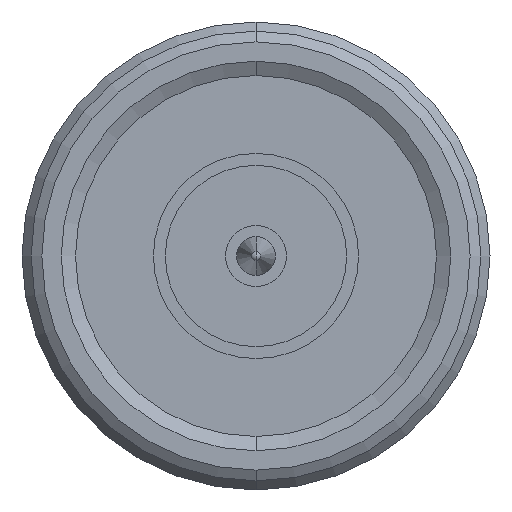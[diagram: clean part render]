
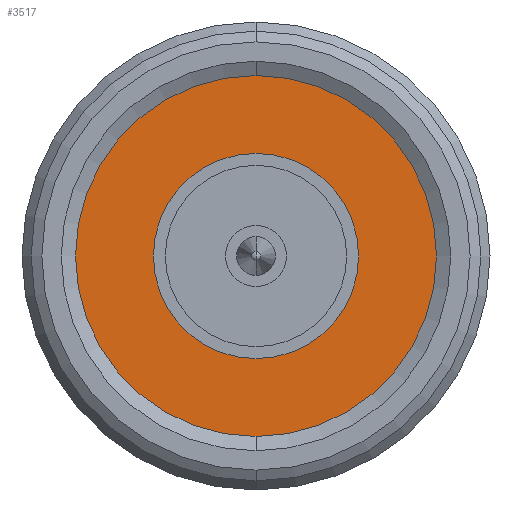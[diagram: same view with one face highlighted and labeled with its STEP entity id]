
A CAD part, left-side view. The second image highlights one B-rep face of the part: STEP entity #3517.
In plain terms, the highlighted face is planar.
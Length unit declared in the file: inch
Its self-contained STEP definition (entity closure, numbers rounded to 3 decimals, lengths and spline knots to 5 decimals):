
#248 = DIRECTION ( 'NONE',  ( -1., 0., 0. ) ) ;
#1028 = DIRECTION ( 'NONE',  ( 1., 0., 0. ) ) ;
#1364 = ORIENTED_EDGE ( 'NONE', *, *, #11100, .T. ) ;
#1526 = DIRECTION ( 'NONE',  ( 0., 0., 1. ) ) ;
#1665 = CARTESIAN_POINT ( 'NONE',  ( 0.0218, 0., -0.17268 ) ) ;
#1718 = CARTESIAN_POINT ( 'NONE',  ( 0.0218, 0., 0.35915 ) ) ;
#2373 = AXIS2_PLACEMENT_3D ( 'NONE', #14148, #248, #1526 ) ;
#2701 = CIRCLE ( 'NONE', #5260, 0.17268 ) ;
#2988 = EDGE_CURVE ( 'NONE', #15064, #5506, #20025, .T. ) ;
#3517 = ADVANCED_FACE ( 'NONE', ( #14068, #12029 ), #5243, .T. ) ;
#3691 = CIRCLE ( 'NONE', #2373, 0.35915 ) ;
#4156 = DIRECTION ( 'NONE',  ( 0., 0., -1. ) ) ;
#4589 = CARTESIAN_POINT ( 'NONE',  ( 0.0218, 0., 0. ) ) ;
#5243 = PLANE ( 'NONE',  #12181 ) ;
#5260 = AXIS2_PLACEMENT_3D ( 'NONE', #4589, #6055, #17135 ) ;
#5494 = EDGE_LOOP ( 'NONE', ( #11923, #1364 ) ) ;
#5506 = VERTEX_POINT ( 'NONE', #1665 ) ;
#5590 = DIRECTION ( 'NONE',  ( -1., 0., 0. ) ) ;
#6055 = DIRECTION ( 'NONE',  ( -1., 0., 0. ) ) ;
#6738 = CARTESIAN_POINT ( 'NONE',  ( 0.0218, 0., 0. ) ) ;
#8477 = AXIS2_PLACEMENT_3D ( 'NONE', #8500, #5590, #19527 ) ;
#8500 = CARTESIAN_POINT ( 'NONE',  ( 0.0218, 0., 0. ) ) ;
#9473 = ORIENTED_EDGE ( 'NONE', *, *, #11451, .F. ) ;
#10672 = CARTESIAN_POINT ( 'NONE',  ( 0.0218, 0., -0.35915 ) ) ;
#10693 = EDGE_CURVE ( 'NONE', #12739, #18260, #3691, .T. ) ;
#11100 = EDGE_CURVE ( 'NONE', #5506, #15064, #2701, .T. ) ;
#11451 = EDGE_CURVE ( 'NONE', #18260, #12739, #19654, .T. ) ;
#11923 = ORIENTED_EDGE ( 'NONE', *, *, #2988, .T. ) ;
#12029 = FACE_OUTER_BOUND ( 'NONE', #16290, .T. ) ;
#12181 = AXIS2_PLACEMENT_3D ( 'NONE', #6738, #1028, #4156 ) ;
#12739 = VERTEX_POINT ( 'NONE', #1718 ) ;
#13386 = DIRECTION ( 'NONE',  ( 0., 0., 1. ) ) ;
#14068 = FACE_BOUND ( 'NONE', #5494, .T. ) ;
#14148 = CARTESIAN_POINT ( 'NONE',  ( 0.0218, 0., 0. ) ) ;
#14238 = DIRECTION ( 'NONE',  ( -1., 0., 0. ) ) ;
#15034 = CARTESIAN_POINT ( 'NONE',  ( 0.0218, 0., 0. ) ) ;
#15064 = VERTEX_POINT ( 'NONE', #15594 ) ;
#15594 = CARTESIAN_POINT ( 'NONE',  ( 0.0218, 0., 0.17268 ) ) ;
#16109 = AXIS2_PLACEMENT_3D ( 'NONE', #15034, #14238, #13386 ) ;
#16290 = EDGE_LOOP ( 'NONE', ( #18379, #9473 ) ) ;
#17135 = DIRECTION ( 'NONE',  ( 0., 0., 1. ) ) ;
#18260 = VERTEX_POINT ( 'NONE', #10672 ) ;
#18379 = ORIENTED_EDGE ( 'NONE', *, *, #10693, .F. ) ;
#19527 = DIRECTION ( 'NONE',  ( 0., 0., 1. ) ) ;
#19654 = CIRCLE ( 'NONE', #8477, 0.35915 ) ;
#20025 = CIRCLE ( 'NONE', #16109, 0.17268 ) ;
